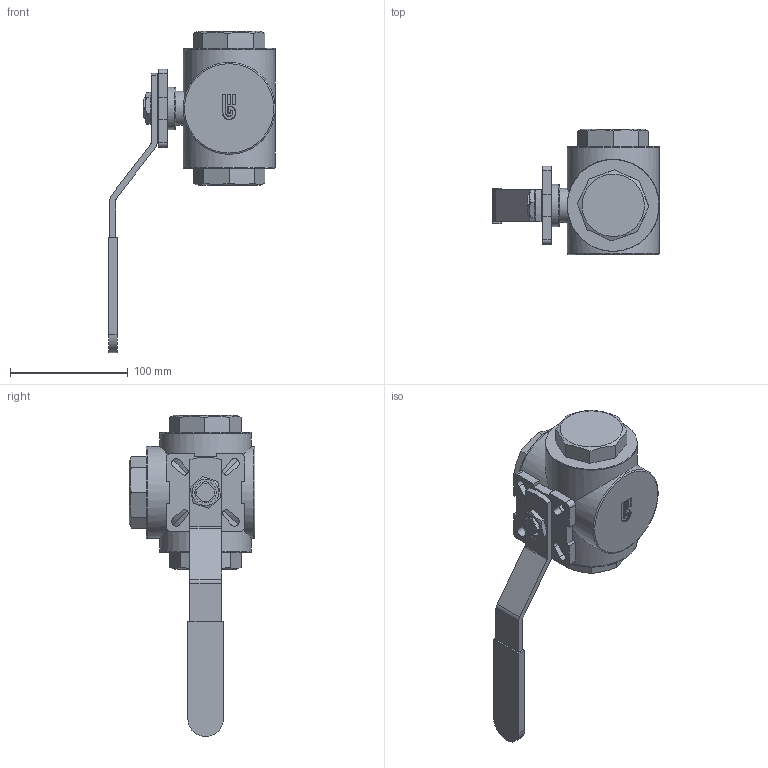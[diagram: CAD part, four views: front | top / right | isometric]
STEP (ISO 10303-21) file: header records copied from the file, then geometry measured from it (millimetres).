
FILE_DESCRIPTION(/* description */ (''),/* implementation_level */ '2;1');
FILE_NAME(/* name */ '204008.stp',/* time_stamp */ '2021-05-27T15:37:11+02:00',/* author */ ('M.CANAL'),/* organization */ (''),/* preprocessor_version */ 'ST-DEVELOPER v18.1',/* originating_system */ 'Autodesk Inventor 2021',/* authorisation */ '');
FILE_SCHEMA (('AUTOMOTIVE_DESIGN { 1 0 10303 214 3 1 1 }'));
Length unit declared in the file: millimetre
Products named in the file (1): 204008
Bounding box: 141.37 x 106.9 x 272.91 mm (x, y, z)
Volume: 806370.8 mm3; surface area: 78865.9 mm2
Topology: 1 solids, 1 shells, 199 faces, 511 edges, 319 vertices
Faces by surface type: plane 124, cylinder 58, cone 9, torus 8
Full cylindrical faces by diameter (mm): 29 x1, 36 x1, 78 x4
Entity records: 6182 total; most frequent: CARTESIAN_POINT 1216, ORIENTED_EDGE 1022, DIRECTION 981, EDGE_CURVE 511, LINE 329, VECTOR 329, AXIS2_PLACEMENT_3D 326, VERTEX_POINT 319
